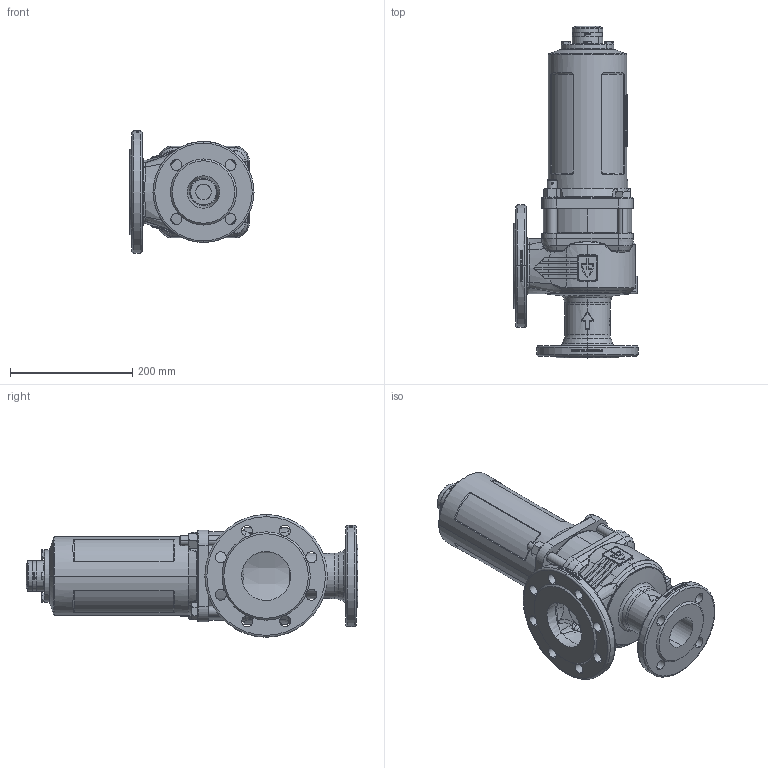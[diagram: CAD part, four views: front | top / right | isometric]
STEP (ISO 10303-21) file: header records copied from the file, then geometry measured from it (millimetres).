
FILE_DESCRIPTION (( 'STEP AP214' ), '1' );
FILE_NAME ('455TBGFO_50_FLFL_5080_MD.STEP', '2020-07-13T12:42:13', ( '' ), ( '' ), 'SwSTEP 2.0', 'SolidWorks 2018', '' );
FILE_SCHEMA (( 'AUTOMOTIVE_DESIGN' ));
Length unit declared in the file: millimetre
Products named in the file (2): 455TBGFO_50_FLFL_5080_MD
Bounding box: 202.5 x 542 x 200 mm (x, y, z)
Volume: 2728287.3 mm3; surface area: 669295.2 mm2
Topology: 16 solids, 16 shells, 1875 faces, 5162 edges, 3466 vertices
Faces by surface type: bspline 618, plane 470, cylinder 453, cone 223, torus 105, sphere 6
Entity records: 147550 total; most frequent: CARTESIAN_POINT 83769, ORIENTED_EDGE 10236, DIRECTION 7127, EDGE_CURVE 5118, VERTEX_POINT 3466, AXIS2_PLACEMENT_3D 2872, EDGE_LOOP 2136, B_SPLINE_CURVE_WITH_KNOTS 2074
